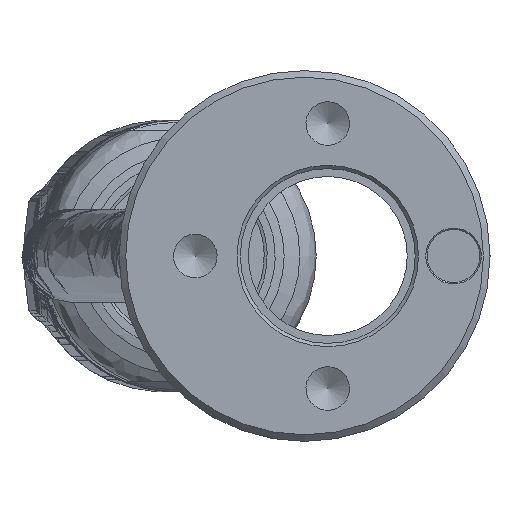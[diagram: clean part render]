
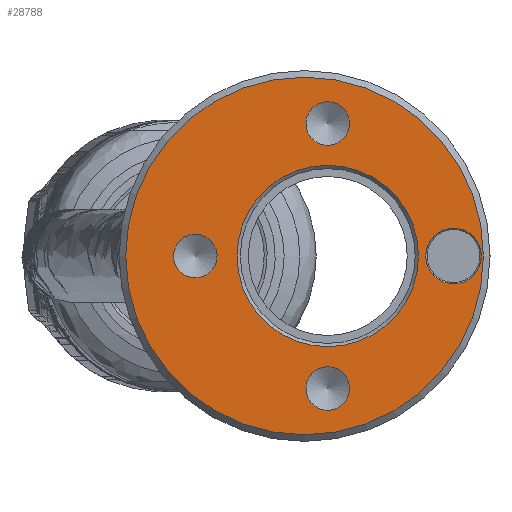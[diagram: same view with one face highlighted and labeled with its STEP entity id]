
A CAD part, left-side view. The second image highlights one B-rep face of the part: STEP entity #28788.
In plain terms, the highlighted planar face has unit normal (-1, 0, 0).
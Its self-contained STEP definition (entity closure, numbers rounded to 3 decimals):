
#1041 = CARTESIAN_POINT ( 'NONE',  ( 0., -11.25, 0. ) ) ;
#1068 = PLANE ( 'NONE',  #45806 ) ;
#1345 = DIRECTION ( 'NONE',  ( 0., 0., -1. ) ) ;
#1768 = DIRECTION ( 'NONE',  ( 0., 0., 1. ) ) ;
#5156 = CIRCLE ( 'NONE', #37818, 6.85 ) ;
#6400 = DIRECTION ( 'NONE',  ( -1., 0., 0. ) ) ;
#6619 = ORIENTED_EDGE ( 'NONE', *, *, #33653, .F. ) ;
#6977 = DIRECTION ( 'NONE',  ( 0., 0., -1. ) ) ;
#6983 = VERTEX_POINT ( 'NONE', #49274 ) ;
#9163 = EDGE_CURVE ( 'NONE', #55287, #55287, #9227, .T. ) ;
#9227 = CIRCLE ( 'NONE', #22827, 1.65 ) ;
#9967 = EDGE_CURVE ( 'NONE', #24655, #24655, #33712, .T. ) ;
#10250 = ORIENTED_EDGE ( 'NONE', *, *, #49820, .F. ) ;
#10870 = DIRECTION ( 'NONE',  ( 1., 0., 0. ) ) ;
#11975 = CARTESIAN_POINT ( 'NONE',  ( 0., -1.75, 10. ) ) ;
#13612 = FACE_BOUND ( 'NONE', #43734, .T. ) ;
#13759 = AXIS2_PLACEMENT_3D ( 'NONE', #24299, #6400, #6977 ) ;
#17863 = FACE_BOUND ( 'NONE', #42149, .T. ) ;
#18416 = CARTESIAN_POINT ( 'NONE',  ( 0., 0., 0. ) ) ;
#18970 = EDGE_LOOP ( 'NONE', ( #10250 ) ) ;
#19371 = AXIS2_PLACEMENT_3D ( 'NONE', #27908, #27345, #1768 ) ;
#19767 = VERTEX_POINT ( 'NONE', #41631 ) ;
#20959 = ORIENTED_EDGE ( 'NONE', *, *, #9163, .F. ) ;
#21394 = EDGE_CURVE ( 'NONE', #38544, #38544, #44248, .T. ) ;
#22366 = DIRECTION ( 'NONE',  ( -1., 0., 0. ) ) ;
#22668 = FACE_BOUND ( 'NONE', #26692, .T. ) ;
#22827 = AXIS2_PLACEMENT_3D ( 'NONE', #11975, #55376, #29845 ) ;
#24299 = CARTESIAN_POINT ( 'NONE',  ( 0., 0., 0. ) ) ;
#24333 = AXIS2_PLACEMENT_3D ( 'NONE', #1041, #22366, #30891 ) ;
#24655 = VERTEX_POINT ( 'NONE', #51575 ) ;
#24765 = DIRECTION ( 'NONE',  ( 0., 0., -1. ) ) ;
#26692 = EDGE_LOOP ( 'NONE', ( #41793 ) ) ;
#27345 = DIRECTION ( 'NONE',  ( -1., 0., 0. ) ) ;
#27908 = CARTESIAN_POINT ( 'NONE',  ( 0., 8.25, 0. ) ) ;
#28788 = ADVANCED_FACE ( 'NONE', ( #40549, #22668, #17863, #43702, #13612, #39440 ), #1068, .F. ) ;
#28859 = ORIENTED_EDGE ( 'NONE', *, *, #34664, .T. ) ;
#29845 = DIRECTION ( 'NONE',  ( 0., 0., 1. ) ) ;
#30891 = DIRECTION ( 'NONE',  ( 0., 0., 1. ) ) ;
#33462 = CARTESIAN_POINT ( 'NONE',  ( 0., -1.75, 11.65 ) ) ;
#33653 = EDGE_CURVE ( 'NONE', #6983, #6983, #38737, .T. ) ;
#33712 = CIRCLE ( 'NONE', #13759, 13.5 ) ;
#34288 = CARTESIAN_POINT ( 'NONE',  ( 0., -11.25, 2.1 ) ) ;
#34664 = EDGE_CURVE ( 'NONE', #19767, #19767, #5156, .T. ) ;
#34898 = EDGE_LOOP ( 'NONE', ( #28859 ) ) ;
#35727 = DIRECTION ( 'NONE',  ( 1., 0., 0. ) ) ;
#35763 = EDGE_LOOP ( 'NONE', ( #46008 ) ) ;
#37818 = AXIS2_PLACEMENT_3D ( 'NONE', #46624, #10870, #24765 ) ;
#38544 = VERTEX_POINT ( 'NONE', #34288 ) ;
#38737 = CIRCLE ( 'NONE', #50496, 1.65 ) ;
#39440 = FACE_OUTER_BOUND ( 'NONE', #35763, .T. ) ;
#40549 = FACE_BOUND ( 'NONE', #34898, .T. ) ;
#40970 = CARTESIAN_POINT ( 'NONE',  ( 0., -1.75, -10. ) ) ;
#41631 = CARTESIAN_POINT ( 'NONE',  ( 0., -1.75, -6.85 ) ) ;
#41793 = ORIENTED_EDGE ( 'NONE', *, *, #21394, .F. ) ;
#42051 = CIRCLE ( 'NONE', #19371, 1.65 ) ;
#42149 = EDGE_LOOP ( 'NONE', ( #6619 ) ) ;
#43702 = FACE_BOUND ( 'NONE', #18970, .T. ) ;
#43734 = EDGE_LOOP ( 'NONE', ( #20959 ) ) ;
#44248 = CIRCLE ( 'NONE', #24333, 2.1 ) ;
#44362 = DIRECTION ( 'NONE',  ( -1., 0., 0. ) ) ;
#45806 = AXIS2_PLACEMENT_3D ( 'NONE', #18416, #35727, #1345 ) ;
#46008 = ORIENTED_EDGE ( 'NONE', *, *, #9967, .T. ) ;
#46168 = VERTEX_POINT ( 'NONE', #50676 ) ;
#46624 = CARTESIAN_POINT ( 'NONE',  ( 0., -1.75, 0. ) ) ;
#49274 = CARTESIAN_POINT ( 'NONE',  ( 0., -1.75, -8.35 ) ) ;
#49451 = DIRECTION ( 'NONE',  ( 0., 0., 1. ) ) ;
#49820 = EDGE_CURVE ( 'NONE', #46168, #46168, #42051, .T. ) ;
#50496 = AXIS2_PLACEMENT_3D ( 'NONE', #40970, #44362, #49451 ) ;
#50676 = CARTESIAN_POINT ( 'NONE',  ( 0., 8.25, 1.65 ) ) ;
#51575 = CARTESIAN_POINT ( 'NONE',  ( 0., 0., -13.5 ) ) ;
#55287 = VERTEX_POINT ( 'NONE', #33462 ) ;
#55376 = DIRECTION ( 'NONE',  ( -1., 0., 0. ) ) ;
